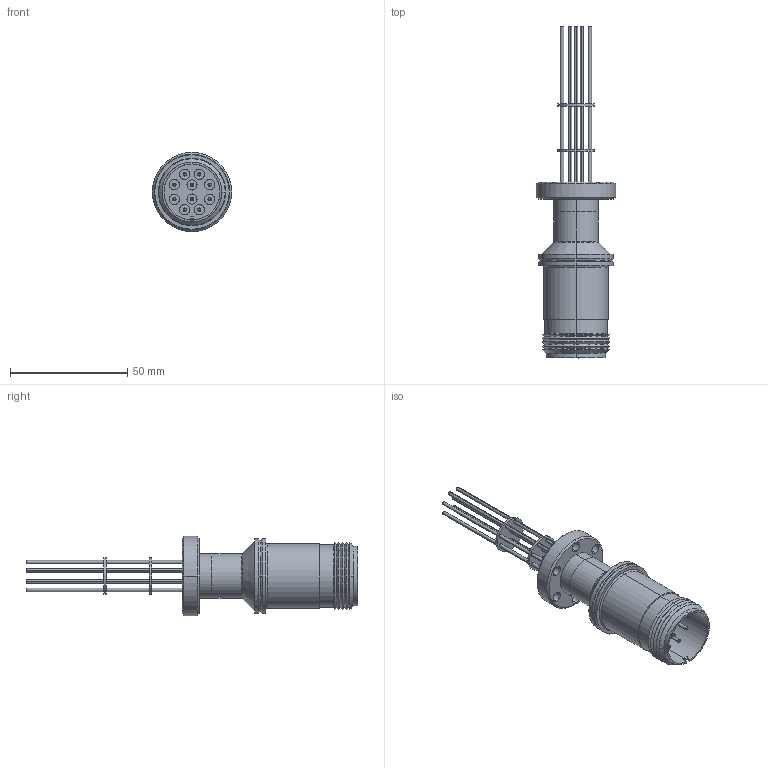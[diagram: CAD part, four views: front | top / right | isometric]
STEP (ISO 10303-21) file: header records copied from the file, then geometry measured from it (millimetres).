
FILE_DESCRIPTION (( 'STEP AP203' ), '1' );
FILE_NAME ('A0192-11-CF.STEP', '2012-11-20T19:40:00', ( '' ), ( '' ), 'SwSTEP 2.0', 'SolidWorks 2012', '' );
FILE_SCHEMA (( 'CONFIG_CONTROL_DESIGN' ));
Length unit declared in the file: inch
Products named in the file (1): A0192-11-CF
Bounding box: 33.78 x 141.48 x 33.78 mm (x, y, z)
Volume: 17125.4 mm3; surface area: 25387.8 mm2
Topology: 1 solids, 1 shells, 430 faces, 1040 edges, 682 vertices
Faces by surface type: cylinder 226, torus 90, plane 84, cone 30
Entity records: 15124 total; most frequent: CARTESIAN_POINT 4410, DIRECTION 2458, ORIENTED_EDGE 2080, AXIS2_PLACEMENT_3D 1091, EDGE_CURVE 1040, VERTEX_POINT 682, CIRCLE 660, EDGE_LOOP 556
